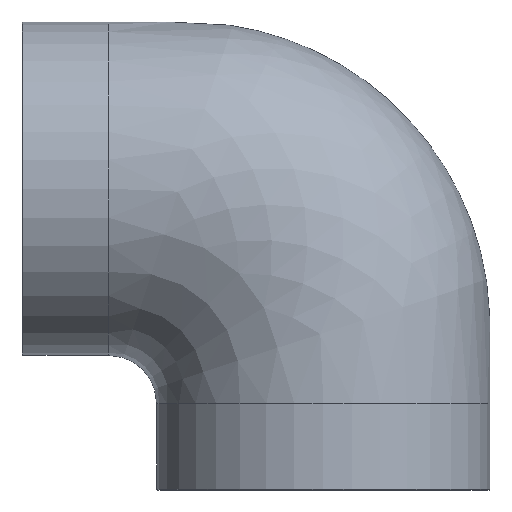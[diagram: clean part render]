
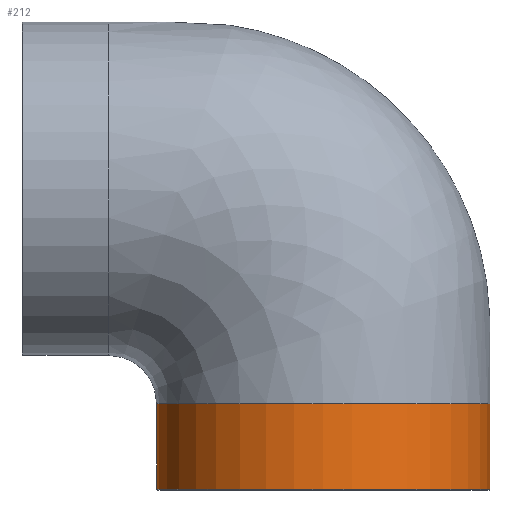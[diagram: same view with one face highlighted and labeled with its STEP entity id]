
A CAD part, left-side view. The second image highlights one B-rep face of the part: STEP entity #212.
In plain terms, the highlighted cylindrical face has radius 96.5 mm (diameter 193 mm), a full revolution.
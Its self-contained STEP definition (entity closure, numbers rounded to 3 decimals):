
#25=CYLINDRICAL_SURFACE($,#230,96.5);
#30=FACE_BOUND($,#55,.T.);
#44=FACE_OUTER_BOUND($,#54,.T.);
#54=EDGE_LOOP($,(#155,#156,#157));
#55=EDGE_LOOP($,(#158));
#75=CIRCLE($,#228,96.5);
#77=CIRCLE($,#231,96.5);
#78=CIRCLE($,#232,96.5);
#79=CIRCLE($,#233,96.5);
#100=VERTEX_POINT($,#338);
#102=VERTEX_POINT($,#343);
#103=VERTEX_POINT($,#344);
#104=VERTEX_POINT($,#346);
#125=EDGE_CURVE($,#100,#100,#75,.T.);
#127=EDGE_CURVE($,#102,#103,#77,.T.);
#128=EDGE_CURVE($,#104,#102,#78,.T.);
#129=EDGE_CURVE($,#103,#104,#79,.T.);
#155=ORIENTED_EDGE($,*,*,#127,.F.);
#156=ORIENTED_EDGE($,*,*,#128,.F.);
#157=ORIENTED_EDGE($,*,*,#129,.F.);
#158=ORIENTED_EDGE($,*,*,#125,.F.);
#212=ADVANCED_FACE($,(#44,#30),#25,.T.);
#228=AXIS2_PLACEMENT_3D($,#339,#266,#267);
#230=AXIS2_PLACEMENT_3D($,#342,#270,#271);
#231=AXIS2_PLACEMENT_3D($,#345,#272,#273);
#232=AXIS2_PLACEMENT_3D($,#347,#274,#275);
#233=AXIS2_PLACEMENT_3D($,#348,#276,#277);
#266=DIRECTION('center_axis',(0.,0.,-1.));
#267=DIRECTION('ref_axis',(-1.,0.,0.));
#270=DIRECTION('center_axis',(0.,0.,1.));
#271=DIRECTION('ref_axis',(-1.,0.,0.));
#272=DIRECTION('center_axis',(0.,0.,1.));
#273=DIRECTION('ref_axis',(-1.,0.,0.));
#274=DIRECTION('center_axis',(0.,0.,1.));
#275=DIRECTION('ref_axis',(-1.,0.,0.));
#276=DIRECTION('center_axis',(0.,0.,1.));
#277=DIRECTION('ref_axis',(-1.,0.,0.));
#338=CARTESIAN_POINT('',(96.5,0.,0.5));
#339=CARTESIAN_POINT('Origin',(0.,0.,0.5));
#342=CARTESIAN_POINT('Origin',(0.,0.,0.));
#343=CARTESIAN_POINT('',(96.5,0.,50.));
#344=CARTESIAN_POINT('',(-96.5,0.,50.));
#345=CARTESIAN_POINT('Origin',(0.,0.,50.));
#346=CARTESIAN_POINT('',(0.,-96.5,50.));
#347=CARTESIAN_POINT('Origin',(0.,0.,50.));
#348=CARTESIAN_POINT('Origin',(0.,0.,50.));
